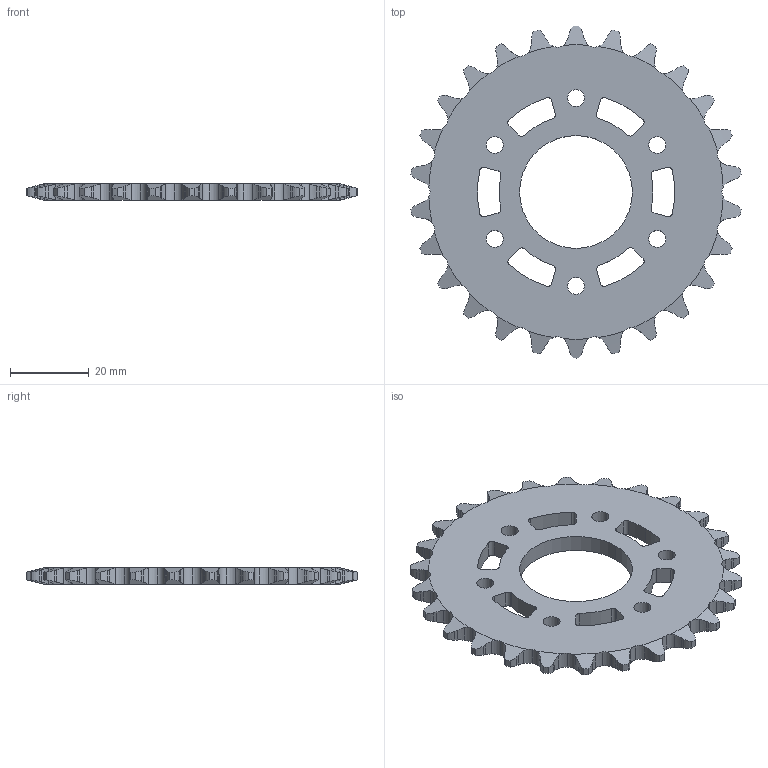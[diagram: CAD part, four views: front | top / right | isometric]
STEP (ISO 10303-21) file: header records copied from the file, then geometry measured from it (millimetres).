
FILE_DESCRIPTION (( 'STEP AP203' ), '1' );
FILE_NAME ('217-2654.20121204.STEP', '2012-12-05T02:11:38', ( 'svradm' ), ( 'Microsoft' ), 'SwSTEP 2.0', 'SolidWorks 2012', '' );
FILE_SCHEMA (( 'CONFIG_CONTROL_DESIGN' ));
Length unit declared in the file: inch
Products named in the file (1): 217-2654.20121204
Bounding box: 83.71 x 84.16 x 4.29 mm (x, y, z)
Volume: 15505.1 mm3; surface area: 10318 mm2
Topology: 1 solids, 1 shells, 358 faces, 1068 edges, 712 vertices
Faces by surface type: cylinder 240, plane 66, cone 52
Entity records: 13059 total; most frequent: CARTESIAN_POINT 3803, ORIENTED_EDGE 2136, DIRECTION 1694, EDGE_CURVE 1068, VERTEX_POINT 712, AXIS2_PLACEMENT_3D 683, B_SPLINE_CURVE_WITH_KNOTS 416, EDGE_LOOP 384
